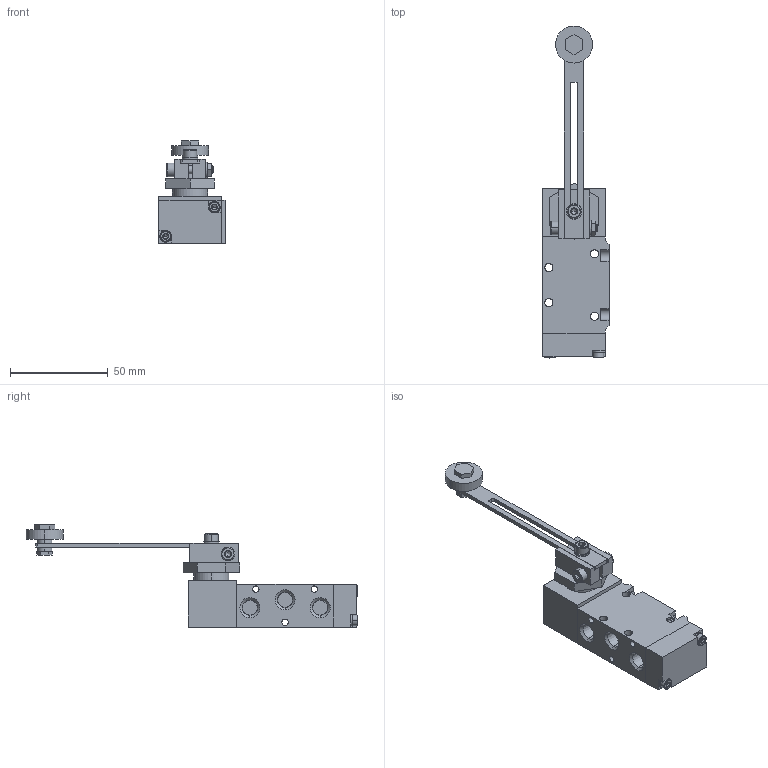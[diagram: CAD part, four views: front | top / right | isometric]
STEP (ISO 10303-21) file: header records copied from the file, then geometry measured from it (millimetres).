
FILE_DESCRIPTION (( 'STEP AP203' ), '1' );
FILE_NAME ('7001000910U.step', '2024-02-07T21:26:49', ( '' ), ( '' ), 'SwSTEP 2.0', 'SolidWorks 2023', '' );
FILE_SCHEMA (( 'CONFIG_CONTROL_DESIGN' ));
Length unit declared in the file: inch
Products named in the file (1): 7001000910U
Bounding box: 34 x 170.1 x 52.49 mm (x, y, z)
Volume: 70980 mm3; surface area: 25133.5 mm2
Topology: 14 solids, 14 shells, 344 faces, 817 edges, 506 vertices
Faces by surface type: plane 178, cylinder 82, cone 60, bspline 24
Entity records: 10716 total; most frequent: CARTESIAN_POINT 2702, DIRECTION 1665, ORIENTED_EDGE 1618, EDGE_CURVE 809, AXIS2_PLACEMENT_3D 609, VERTEX_POINT 506, LINE 447, VECTOR 447
